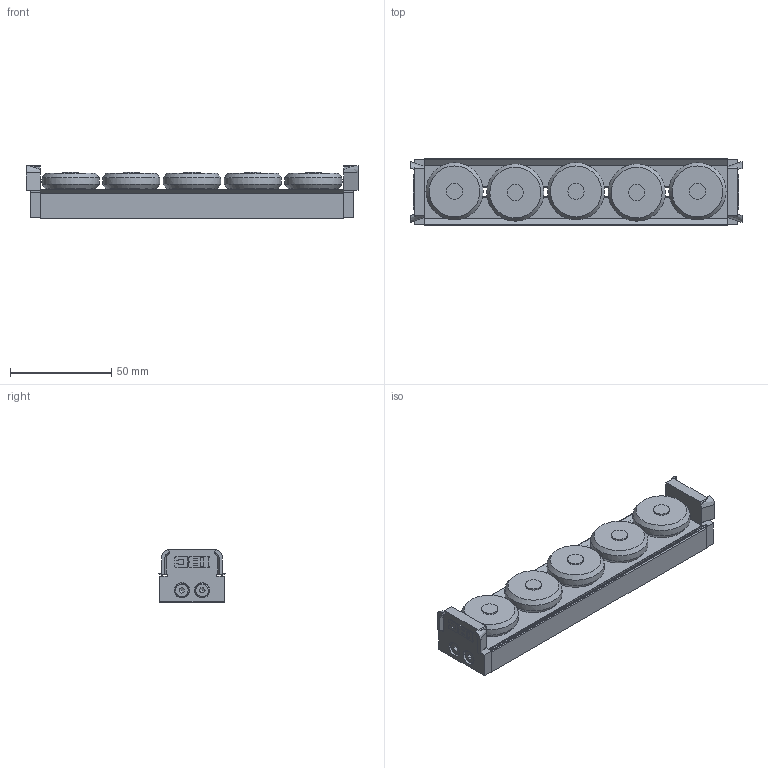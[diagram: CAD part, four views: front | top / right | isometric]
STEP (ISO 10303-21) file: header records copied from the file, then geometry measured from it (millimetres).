
FILE_DESCRIPTION((''),'2;1');
FILE_NAME('D-CL 35-32.2RS.AUS.stp','2017-04-18T11:09:25',('USpaeth'),(''),'Autodesk Inventor 2012','Autodesk Inventor 2012','');
FILE_SCHEMA(('AUTOMOTIVE_DESIGN { 1 0 10303 214 1 1 1 1 }'));
Length unit declared in the file: millimetre
Products named in the file (7): D-CL 35-32.2RS.AUS; LL.CL 35-32; ABS U35; DIN 7984 M4 x 8; DIN 7984 M5 x 14; Abstreiferlippe-150mm; Dummy 28-35 
Assembly tree (19 placements, depth 2):
  D-CL 35-32.2RS.AUS
    LL.CL 35-32
    ABS U35  x2
    DIN 7984 M4 x 8  x4
    DIN 7984 M5 x 14  x5
    Abstreiferlippe-150mm  x2
    Dummy 28-35   x5
Bounding box: 164 x 33.08 x 25.8 mm (x, y, z)
Volume: 87597.9 mm3; surface area: 45564.6 mm2
Topology: 19 solids, 19 shells, 507 faces, 1203 edges, 782 vertices
Faces by surface type: plane 296, cylinder 133, cone 47, torus 18, bspline 13
Full cylindrical faces by diameter (mm): 0.5 x3, 2.5 x6, 3.242 x4, 4 x4, 4.917 x4, 5 x9, 5.5 x5, 7 x4, 7.5 x4, 8 x5, 8.5 x5, 9 x5, 12 x10, 17 x5
Entity records: 6899 total; most frequent: CARTESIAN_POINT 1263, DIRECTION 1154, ORIENTED_EDGE 984, EDGE_CURVE 492, AXIS2_PLACEMENT_3D 426, VERTEX_POINT 362, EDGE_LOOP 356, VECTOR 302
